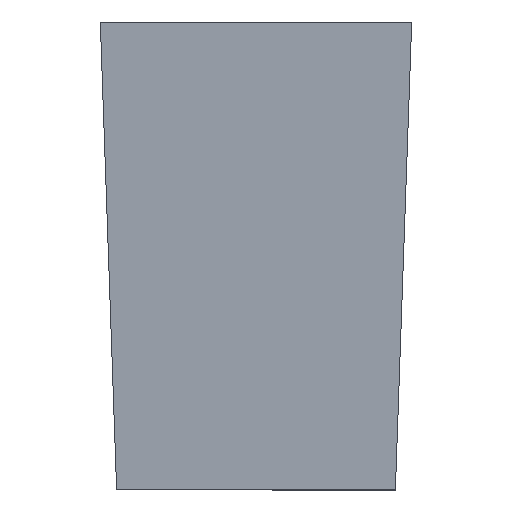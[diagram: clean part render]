
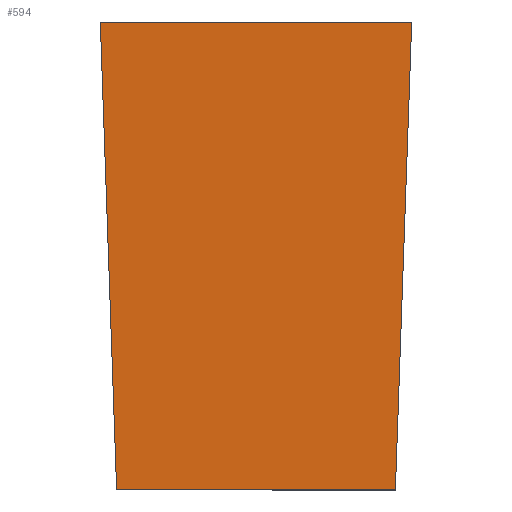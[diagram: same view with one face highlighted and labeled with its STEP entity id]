
A CAD part, top view. The second image highlights one B-rep face of the part: STEP entity #594.
In plain terms, the highlighted planar face has unit normal (0, -0.035, 0.999).
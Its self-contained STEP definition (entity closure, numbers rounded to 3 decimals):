
#12 = EDGE_CURVE ( 'NONE', #368, #94, #463, .T. ) ;
#15 = LINE ( 'NONE', #517, #269 ) ;
#20 = VECTOR ( 'NONE', #526, 1000. ) ;
#27 = ORIENTED_EDGE ( 'NONE', *, *, #406, .T. ) ;
#35 = ORIENTED_EDGE ( 'NONE', *, *, #42, .F. ) ;
#42 = EDGE_CURVE ( 'NONE', #368, #112, #15, .T. ) ;
#60 = CARTESIAN_POINT ( 'NONE',  ( 37.905, -60., -2.095 ) ) ;
#74 = LINE ( 'NONE', #408, #20 ) ;
#75 = CARTESIAN_POINT ( 'NONE',  ( 0., -60., -2.095 ) ) ;
#83 = LINE ( 'NONE', #474, #687 ) ;
#89 = ORIENTED_EDGE ( 'NONE', *, *, #12, .T. ) ;
#94 = VERTEX_POINT ( 'NONE', #60 ) ;
#112 = VERTEX_POINT ( 'NONE', #123 ) ;
#123 = CARTESIAN_POINT ( 'NONE',  ( 0., 0., 0. ) ) ;
#143 = EDGE_CURVE ( 'NONE', #112, #450, #83, .T. ) ;
#144 = DIRECTION ( 'NONE',  ( 0., -0.035, 0.999 ) ) ;
#176 = DIRECTION ( 'NONE',  ( 1., 0., 0. ) ) ;
#187 = ORIENTED_EDGE ( 'NONE', *, *, #143, .F. ) ;
#200 = AXIS2_PLACEMENT_3D ( 'NONE', #427, #144, #369 ) ;
#201 = PLANE ( 'NONE',  #200 ) ;
#205 = FACE_OUTER_BOUND ( 'NONE', #268, .T. ) ;
#244 = VECTOR ( 'NONE', #176, 1000. ) ;
#268 = EDGE_LOOP ( 'NONE', ( #187, #35, #89, #27 ) ) ;
#269 = VECTOR ( 'NONE', #519, 1000. ) ;
#368 = VERTEX_POINT ( 'NONE', #588 ) ;
#369 = DIRECTION ( 'NONE',  ( 0., -0.999, -0.035 ) ) ;
#406 = EDGE_CURVE ( 'NONE', #94, #450, #74, .T. ) ;
#408 = CARTESIAN_POINT ( 'NONE',  ( 39.951, -1.393, -0.049 ) ) ;
#427 = CARTESIAN_POINT ( 'NONE',  ( 0., 0., 0. ) ) ;
#450 = VERTEX_POINT ( 'NONE', #522 ) ;
#463 = LINE ( 'NONE', #75, #244 ) ;
#474 = CARTESIAN_POINT ( 'NONE',  ( 0., 0., 0. ) ) ;
#498 = DIRECTION ( 'NONE',  ( 1., 0., 0. ) ) ;
#517 = CARTESIAN_POINT ( 'NONE',  ( 0., 0., 0. ) ) ;
#519 = DIRECTION ( 'NONE',  ( -0.035, 0.999, 0.035 ) ) ;
#522 = CARTESIAN_POINT ( 'NONE',  ( 40., 0., 0. ) ) ;
#526 = DIRECTION ( 'NONE',  ( 0.035, 0.999, 0.035 ) ) ;
#588 = CARTESIAN_POINT ( 'NONE',  ( 2.095, -60., -2.095 ) ) ;
#594 = ADVANCED_FACE ( 'NONE', ( #205 ), #201, .T. ) ;
#687 = VECTOR ( 'NONE', #498, 1000. ) ;
